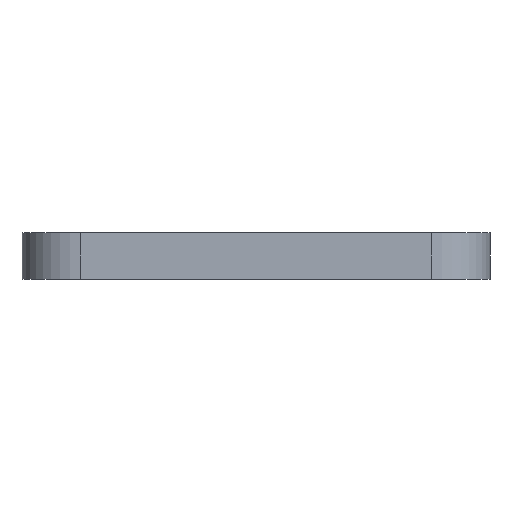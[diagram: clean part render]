
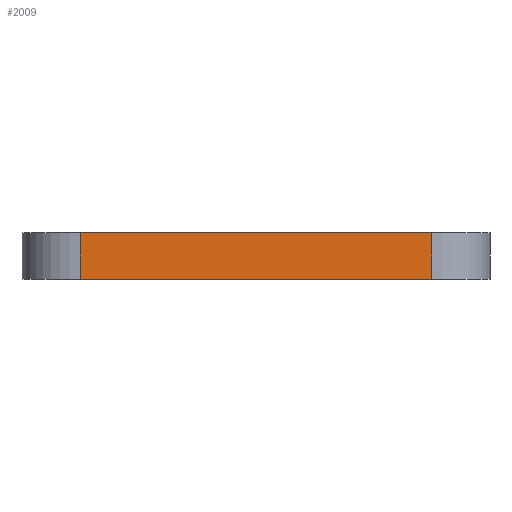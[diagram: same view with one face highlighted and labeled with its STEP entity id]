
A CAD part, front view. The second image highlights one B-rep face of the part: STEP entity #2009.
In plain terms, the highlighted planar face has unit normal (0, -1, 0).
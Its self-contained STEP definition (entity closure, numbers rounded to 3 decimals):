
#390 = VERTEX_POINT ( 'NONE', #1946 ) ;
#598 = EDGE_LOOP ( 'NONE', ( #1719, #609, #2949, #1682 ) ) ;
#609 = ORIENTED_EDGE ( 'NONE', *, *, #2200, .T. ) ;
#620 = CARTESIAN_POINT ( 'NONE',  ( 20., -20., 0. ) ) ;
#722 = VECTOR ( 'NONE', #1315, 1000. ) ;
#763 = LINE ( 'NONE', #2748, #813 ) ;
#772 = VECTOR ( 'NONE', #822, 1000. ) ;
#809 = VERTEX_POINT ( 'NONE', #1275 ) ;
#813 = VECTOR ( 'NONE', #1103, 1000. ) ;
#822 = DIRECTION ( 'NONE',  ( 0., 0., 1. ) ) ;
#868 = VERTEX_POINT ( 'NONE', #1255 ) ;
#876 = DIRECTION ( 'NONE',  ( 1., 0., 0. ) ) ;
#1043 = FACE_OUTER_BOUND ( 'NONE', #598, .T. ) ;
#1065 = CARTESIAN_POINT ( 'NONE',  ( -15., -20., 0. ) ) ;
#1103 = DIRECTION ( 'NONE',  ( 1., 0., 0. ) ) ;
#1255 = CARTESIAN_POINT ( 'NONE',  ( 15., -20., 4. ) ) ;
#1275 = CARTESIAN_POINT ( 'NONE',  ( 15., -20., 0. ) ) ;
#1315 = DIRECTION ( 'NONE',  ( 0., 0., -1. ) ) ;
#1428 = AXIS2_PLACEMENT_3D ( 'NONE', #1859, #2415, #1558 ) ;
#1551 = LINE ( 'NONE', #1889, #772 ) ;
#1557 = EDGE_CURVE ( 'NONE', #1722, #390, #1713, .T. ) ;
#1558 = DIRECTION ( 'NONE',  ( 0., 0., -1. ) ) ;
#1621 = VECTOR ( 'NONE', #876, 1000. ) ;
#1682 = ORIENTED_EDGE ( 'NONE', *, *, #1557, .T. ) ;
#1709 = LINE ( 'NONE', #620, #1621 ) ;
#1713 = LINE ( 'NONE', #1065, #722 ) ;
#1719 = ORIENTED_EDGE ( 'NONE', *, *, #3064, .T. ) ;
#1722 = VERTEX_POINT ( 'NONE', #2420 ) ;
#1859 = CARTESIAN_POINT ( 'NONE',  ( 20., -20., 0. ) ) ;
#1889 = CARTESIAN_POINT ( 'NONE',  ( 15., -20., 0. ) ) ;
#1946 = CARTESIAN_POINT ( 'NONE',  ( -15., -20., 0. ) ) ;
#2009 = ADVANCED_FACE ( 'NONE', ( #1043 ), #2449, .T. ) ;
#2200 = EDGE_CURVE ( 'NONE', #809, #868, #1551, .T. ) ;
#2415 = DIRECTION ( 'NONE',  ( 0., -1., 0. ) ) ;
#2420 = CARTESIAN_POINT ( 'NONE',  ( -15., -20., 4. ) ) ;
#2449 = PLANE ( 'NONE',  #1428 ) ;
#2748 = CARTESIAN_POINT ( 'NONE',  ( 20., -20., 4. ) ) ;
#2949 = ORIENTED_EDGE ( 'NONE', *, *, #2982, .F. ) ;
#2982 = EDGE_CURVE ( 'NONE', #1722, #868, #763, .T. ) ;
#3064 = EDGE_CURVE ( 'NONE', #390, #809, #1709, .T. ) ;
